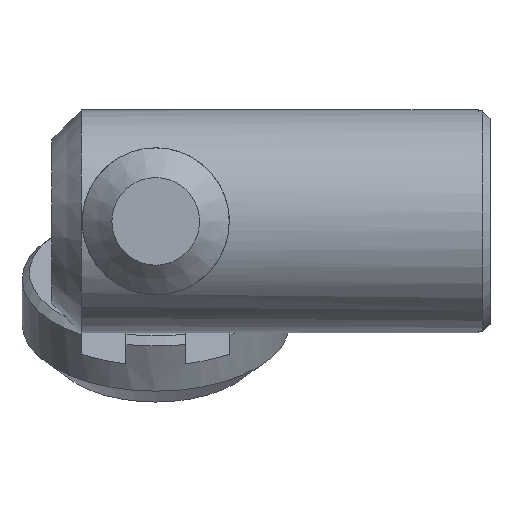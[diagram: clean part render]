
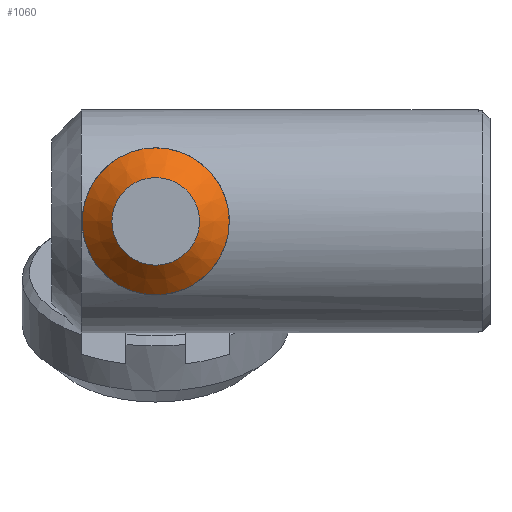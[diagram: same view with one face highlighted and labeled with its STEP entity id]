
A CAD part, front view. The second image highlights one B-rep face of the part: STEP entity #1060.
In plain terms, the highlighted conical face has half-angle 45 degrees and reference radius 4.95 mm.
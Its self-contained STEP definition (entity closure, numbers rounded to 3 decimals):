
#28=CONICAL_SURFACE('',#1142,4.95,0.785);
#52=LINE('',#3262,#120);
#120=VECTOR('',#1288,4.95);
#187=CIRCLE('',#1141,4.95);
#188=CIRCLE('',#1143,2.95);
#312=FACE_OUTER_BOUND('',#371,.T.);
#371=EDGE_LOOP('',(#770,#771,#772,#773));
#468=VERTEX_POINT('',#3257);
#469=VERTEX_POINT('',#3261);
#589=EDGE_CURVE('',#468,#468,#187,.T.);
#590=EDGE_CURVE('',#468,#469,#52,.T.);
#591=EDGE_CURVE('',#469,#469,#188,.T.);
#770=ORIENTED_EDGE('',*,*,#589,.F.);
#771=ORIENTED_EDGE('',*,*,#590,.T.);
#772=ORIENTED_EDGE('',*,*,#591,.T.);
#773=ORIENTED_EDGE('',*,*,#590,.F.);
#1060=ADVANCED_FACE('',(#312),#28,.T.);
#1141=AXIS2_PLACEMENT_3D('',#3259,#1284,#1285);
#1142=AXIS2_PLACEMENT_3D('',#3260,#1286,#1287);
#1143=AXIS2_PLACEMENT_3D('',#3263,#1289,#1290);
#1284=DIRECTION('center_axis',(0.,1.,0.));
#1285=DIRECTION('ref_axis',(-1.,0.,0.));
#1286=DIRECTION('center_axis',(0.,1.,0.));
#1287=DIRECTION('ref_axis',(-1.,0.,0.));
#1288=DIRECTION('',(-0.707,-0.707,0.));
#1289=DIRECTION('center_axis',(0.,1.,0.));
#1290=DIRECTION('ref_axis',(-1.,0.,0.));
#3257=CARTESIAN_POINT('',(4.754,-22.821,0.796));
#3259=CARTESIAN_POINT('Origin',(-0.196,-22.821,0.796));
#3260=CARTESIAN_POINT('Origin',(-0.196,-22.821,0.796));
#3261=CARTESIAN_POINT('',(2.754,-24.821,0.796));
#3262=CARTESIAN_POINT('',(4.754,-22.821,0.796));
#3263=CARTESIAN_POINT('Origin',(-0.196,-24.821,0.796));
